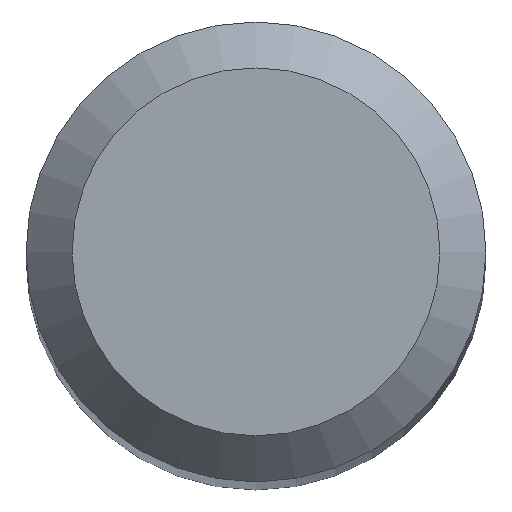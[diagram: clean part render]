
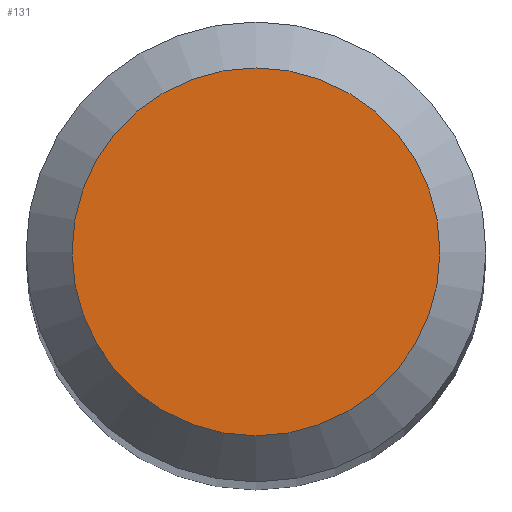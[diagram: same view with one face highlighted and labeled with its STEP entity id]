
A CAD part, top view. The second image highlights one B-rep face of the part: STEP entity #131.
In plain terms, the highlighted planar face has unit normal (0, 0, 1).
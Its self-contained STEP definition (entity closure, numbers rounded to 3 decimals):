
#20 = FACE_OUTER_BOUND ( 'NONE', #165, .T. ) ;
#37 = AXIS2_PLACEMENT_3D ( 'NONE', #144, #217, #139 ) ;
#58 = DIRECTION ( 'NONE',  ( 0., 0., -1. ) ) ;
#101 = DIRECTION ( 'NONE',  ( 0., 1., 0. ) ) ;
#131 = ADVANCED_FACE ( 'NONE', ( #20 ), #243, .F. ) ;
#136 = CARTESIAN_POINT ( 'NONE',  ( 0., 0., 38. ) ) ;
#139 = DIRECTION ( 'NONE',  ( 0., 1., 0. ) ) ;
#143 = ORIENTED_EDGE ( 'NONE', *, *, #185, .F. ) ;
#144 = CARTESIAN_POINT ( 'NONE',  ( 0., 0., 38. ) ) ;
#151 = VERTEX_POINT ( 'NONE', #188 ) ;
#155 = CIRCLE ( 'NONE', #37, 1.2 ) ;
#165 = EDGE_LOOP ( 'NONE', ( #143 ) ) ;
#185 = EDGE_CURVE ( 'NONE', #151, #151, #155, .T. ) ;
#188 = CARTESIAN_POINT ( 'NONE',  ( 0., 1.2, 38. ) ) ;
#217 = DIRECTION ( 'NONE',  ( 0., 0., -1. ) ) ;
#243 = PLANE ( 'NONE',  #257 ) ;
#257 = AXIS2_PLACEMENT_3D ( 'NONE', #136, #58, #101 ) ;
